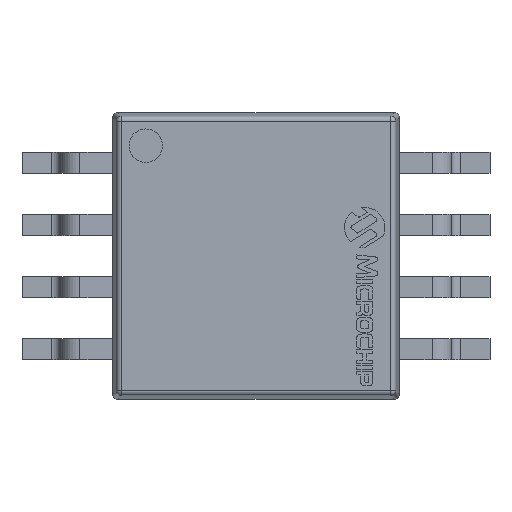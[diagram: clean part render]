
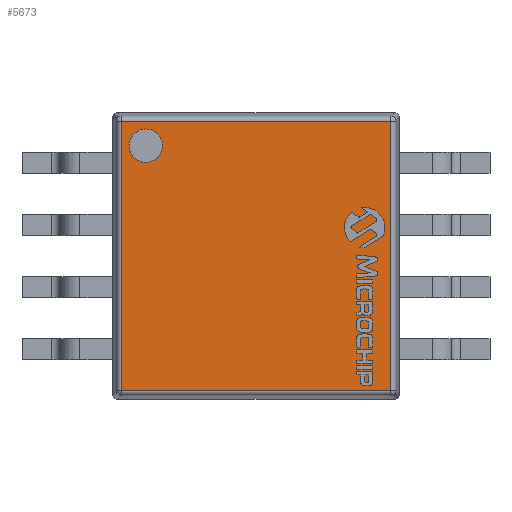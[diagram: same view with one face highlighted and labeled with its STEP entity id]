
A CAD part, top view. The second image highlights one B-rep face of the part: STEP entity #5673.
In plain terms, the highlighted planar face has unit normal (0, 0, 1).
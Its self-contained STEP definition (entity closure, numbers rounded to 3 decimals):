
#209=PLANE('',#6149);
#460=LINE('',#8034,#1108);
#484=LINE('',#8099,#1132);
#486=LINE('',#8102,#1134);
#490=LINE('',#8108,#1138);
#1108=VECTOR('',#6575,10.);
#1132=VECTOR('',#6647,10.);
#1134=VECTOR('',#6651,10.);
#1138=VECTOR('',#6659,10.);
#1823=FACE_OUTER_BOUND('',#2151,.T.);
#2151=EDGE_LOOP('',(#4099,#4100,#4101,#4102));
#2551=VERTEX_POINT('',#7941);
#2562=VERTEX_POINT('',#7965);
#2566=VERTEX_POINT('',#7973);
#2587=VERTEX_POINT('',#8026);
#3149=EDGE_CURVE('',#2587,#2566,#460,.T.);
#3184=EDGE_CURVE('',#2562,#2587,#484,.T.);
#3186=EDGE_CURVE('',#2566,#2551,#486,.T.);
#3190=EDGE_CURVE('',#2551,#2562,#490,.T.);
#4099=ORIENTED_EDGE('',*,*,#3149,.F.);
#4100=ORIENTED_EDGE('',*,*,#3184,.F.);
#4101=ORIENTED_EDGE('',*,*,#3190,.F.);
#4102=ORIENTED_EDGE('',*,*,#3186,.F.);
#5673=ADVANCED_FACE('',(#1823),#209,.T.);
#6149=AXIS2_PLACEMENT_3D('',#8124,#6682,#6683);
#6575=DIRECTION('',(0.,1.,0.));
#6647=DIRECTION('',(-1.,0.,0.));
#6651=DIRECTION('',(1.,0.,0.));
#6659=DIRECTION('',(0.,-1.,0.));
#6682=DIRECTION('center_axis',(0.,0.,1.));
#6683=DIRECTION('ref_axis',(1.,0.,0.));
#7941=CARTESIAN_POINT('',(1.413,1.413,1.1));
#7965=CARTESIAN_POINT('',(1.413,-1.413,1.1));
#7973=CARTESIAN_POINT('',(-1.413,1.413,1.1));
#8026=CARTESIAN_POINT('',(-1.413,-1.413,1.1));
#8034=CARTESIAN_POINT('',(-1.413,0.,1.1));
#8099=CARTESIAN_POINT('',(-1.125,-1.413,1.1));
#8102=CARTESIAN_POINT('',(-1.125,1.413,1.1));
#8108=CARTESIAN_POINT('',(1.413,0.,1.1));
#8124=CARTESIAN_POINT('Origin',(-1.5,0.,1.1));
